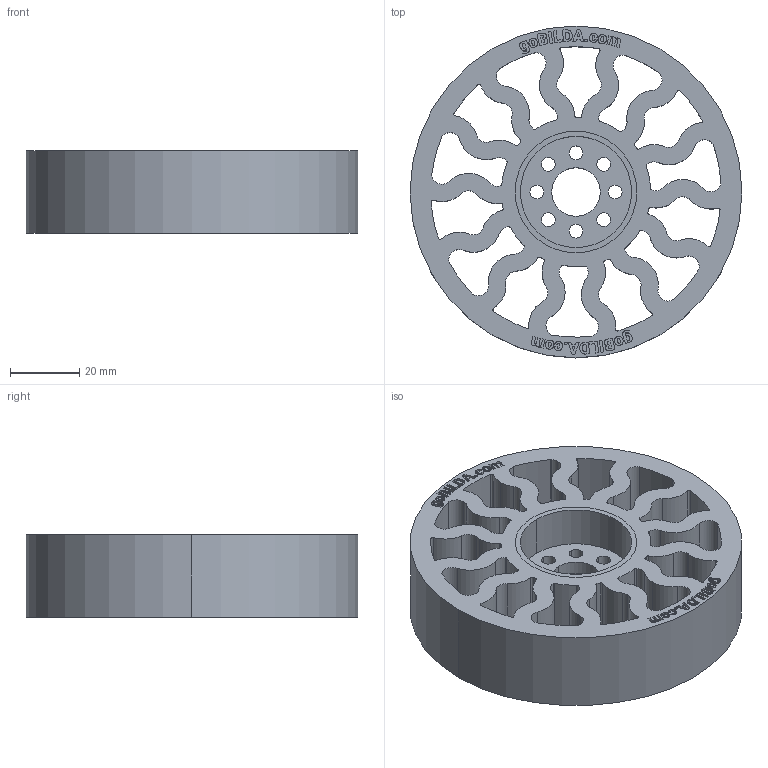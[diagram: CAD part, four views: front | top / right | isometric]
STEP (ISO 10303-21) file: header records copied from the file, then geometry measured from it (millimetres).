
FILE_DESCRIPTION (( 'STEP AP203' ), '1' );
FILE_NAME ('3613-0014-0096.STEP', '2020-08-18T21:40:57', ( '' ), ( '' ), 'SwSTEP 2.0', 'SolidWorks 2016', '' );
FILE_SCHEMA (( 'CONFIG_CONTROL_DESIGN' ));
Length unit declared in the file: millimetre
Products named in the file (3): 3613-0014-0096 Rubber; 3613-0014-0096; 3613-0014-0096 Core
Assembly tree (2 placements, depth 2):
  3613-0014-0096
    3613-0014-0096 Rubber
    3613-0014-0096 Core
Bounding box: 96 x 96 x 24 mm (x, y, z)
Volume: 96537.7 mm3; surface area: 45285.8 mm2
Topology: 2 solids, 2 shells, 1002 faces, 2772 edges, 1848 vertices
Faces by surface type: bspline 424, plane 350, cylinder 228
Entity records: 34773 total; most frequent: CARTESIAN_POINT 11235, ORIENTED_EDGE 5544, DIRECTION 3546, EDGE_CURVE 2772, VERTEX_POINT 1848, LINE 1468, VECTOR 1468, EDGE_LOOP 1124
